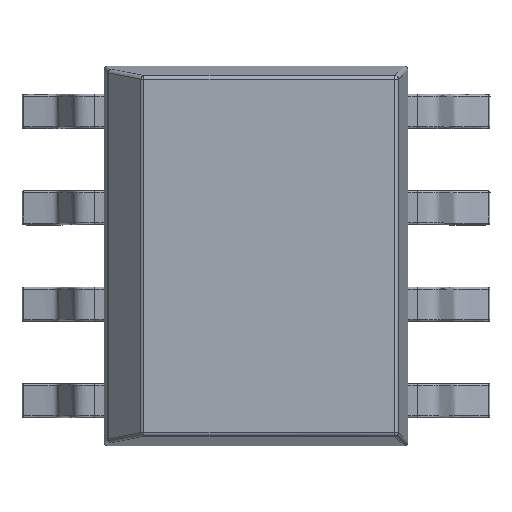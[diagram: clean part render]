
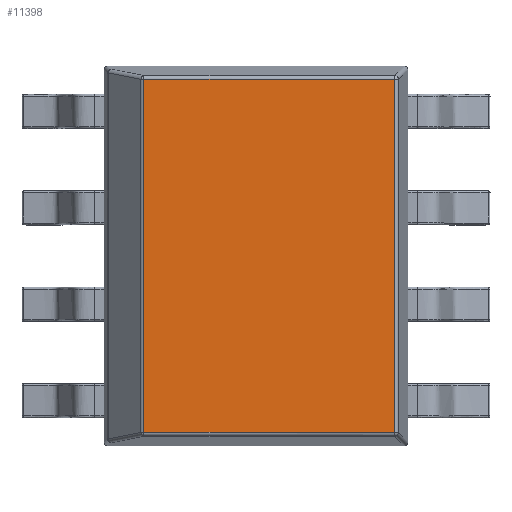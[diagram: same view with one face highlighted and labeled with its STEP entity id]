
A CAD part, top view. The second image highlights one B-rep face of the part: STEP entity #11398.
In plain terms, the highlighted planar face has unit normal (0, 0, 1).
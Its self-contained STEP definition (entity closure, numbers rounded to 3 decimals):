
#9651 = VERTEX_POINT('',#9652);
#9652 = CARTESIAN_POINT('',(1.826,2.326,1.997));
#9658 = EDGE_CURVE('',#9659,#9651,#9661,.T.);
#9659 = VERTEX_POINT('',#9660);
#9660 = CARTESIAN_POINT('',(1.826,-2.326,1.997));
#9661 = B_SPLINE_CURVE_WITH_KNOTS('',1,(#9662,#9663),.UNSPECIFIED.,.F.,
  .F.,(2,2),(0.042,4.694),
  .PIECEWISE_BEZIER_KNOTS.);
#9662 = CARTESIAN_POINT('',(1.826,-2.326,1.997));
#9663 = CARTESIAN_POINT('',(1.826,2.326,1.997));
#11398 = ADVANCED_FACE('',(#11399),#11421,.T.);
#11399 = FACE_BOUND('',#11400,.T.);
#11400 = EDGE_LOOP('',(#11401,#11402,#11409,#11416));
#11401 = ORIENTED_EDGE('',*,*,#9658,.T.);
#11402 = ORIENTED_EDGE('',*,*,#11403,.T.);
#11403 = EDGE_CURVE('',#9651,#11404,#11406,.T.);
#11404 = VERTEX_POINT('',#11405);
#11405 = CARTESIAN_POINT('',(-1.478,2.326,1.997)
  );
#11406 = B_SPLINE_CURVE_WITH_KNOTS('',1,(#11407,#11408),.UNSPECIFIED.,
  .F.,.F.,(2,2),(-3.326,-0.022),
  .PIECEWISE_BEZIER_KNOTS.);
#11407 = CARTESIAN_POINT('',(1.826,2.326,1.997));
#11408 = CARTESIAN_POINT('',(-1.478,2.326,1.997)
  );
#11409 = ORIENTED_EDGE('',*,*,#11410,.T.);
#11410 = EDGE_CURVE('',#11404,#11411,#11413,.T.);
#11411 = VERTEX_POINT('',#11412);
#11412 = CARTESIAN_POINT('',(-1.478,-2.326,1.997)
  );
#11413 = B_SPLINE_CURVE_WITH_KNOTS('',1,(#11414,#11415),.UNSPECIFIED.,
  .F.,.F.,(2,2),(0.042,4.694),
  .PIECEWISE_BEZIER_KNOTS.);
#11414 = CARTESIAN_POINT('',(-1.478,2.326,1.997)
  );
#11415 = CARTESIAN_POINT('',(-1.478,-2.326,1.997)
  );
#11416 = ORIENTED_EDGE('',*,*,#11417,.T.);
#11417 = EDGE_CURVE('',#11411,#9659,#11418,.T.);
#11418 = B_SPLINE_CURVE_WITH_KNOTS('',1,(#11419,#11420),.UNSPECIFIED.,
  .F.,.F.,(2,2),(-3.346,-0.042),
  .PIECEWISE_BEZIER_KNOTS.);
#11419 = CARTESIAN_POINT('',(-1.478,-2.326,1.997)
  );
#11420 = CARTESIAN_POINT('',(1.826,-2.326,1.997)
  );
#11421 = PLANE('',#11422);
#11422 = AXIS2_PLACEMENT_3D('',#11423,#11424,#11425);
#11423 = CARTESIAN_POINT('',(1.901,-2.415,1.997)
  );
#11424 = DIRECTION('',(0.,0.,1.));
#11425 = DIRECTION('',(0.,1.,0.));
